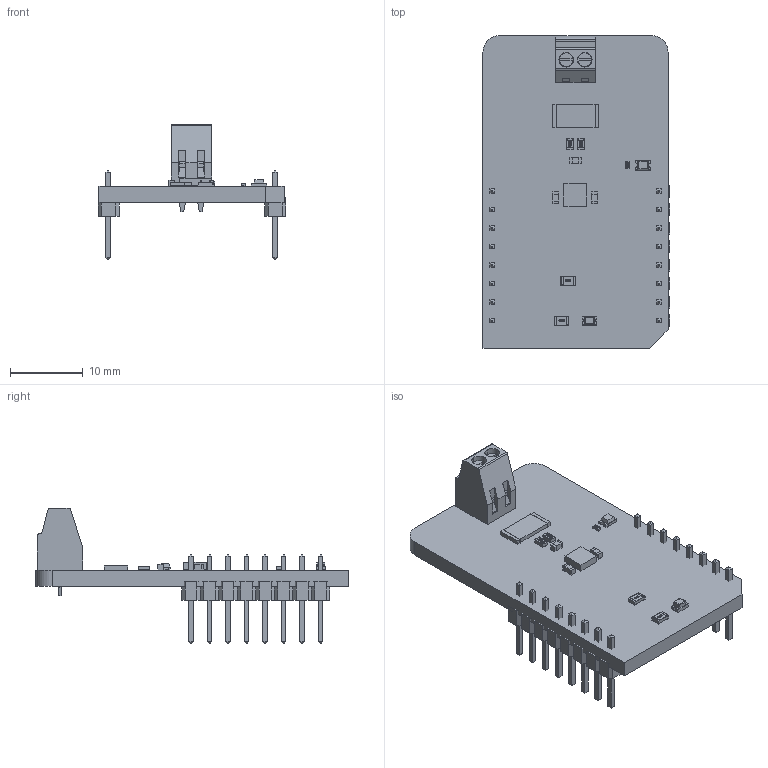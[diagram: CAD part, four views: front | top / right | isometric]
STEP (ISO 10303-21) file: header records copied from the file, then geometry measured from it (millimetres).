
FILE_DESCRIPTION(('Open CASCADE Model'),'2;1');
FILE_NAME('Open CASCADE Shape Model','2021-05-07T08:10:49',('Author'),( 'Open CASCADE'),'Open CASCADE STEP processor 6.8','Open CASCADE 6.8' ,'Unknown');
FILE_SCHEMA(('AUTOMOTIVE_DESIGN { 1 0 10303 214 1 1 1 1 }'));
Length unit declared in the file: millimetre
Products named in the file (32): PCB; Board; TB1; ScrewTerminal_2.54; R5; User_Library-R_0603; R4; CircuitWorks-RESISTOR_2512; R3; R2; User_Library-R_0402; C3; User_Library-SMD_CAPACITOR0603; C2; C1; ALERT; CHIPLED-0805-RED; MBD1; Header_1x8; Free-Models; 1240637040; User_Library-PinHeaderX5-1_PinHeaderX5_Body_1; User_Library-PinHeaderX5-1_PinHeaderX5_Pins_1; LD1; led_0805_green; R1; User_Library-R_0805; JP1; U1; 1280928160; Extruded
Assembly tree (37 placements, depth 7):
  PCB
    Board
    TB1
      ScrewTerminal_2.54
    R5
      User_Library-R_0603
    R4
      CircuitWorks-RESISTOR_2512
    R3
      User_Library-R_0603
    R2
      User_Library-R_0402
    C3
      User_Library-SMD_CAPACITOR0603
    C2
      User_Library-SMD_CAPACITOR0603
    C1
      User_Library-SMD_CAPACITOR0603
    ALERT
      CHIPLED-0805-RED
    MBD1
      Header_1x8  x2
        PCB
          Free-Models
            1240637040  x2
              User_Library-PinHeaderX5-1_PinHeaderX5_Body_1
              User_Library-PinHeaderX5-1_PinHeaderX5_Pins_1
    LD1
      led_0805_green
    R1
      User_Library-R_0805
    JP1
      User_Library-R_0805
    U1
      1280928160
        Extruded
Bounding box: 25.78 x 42.93 x 18.61 mm (x, y, z)
Volume: 3081.9 mm3; surface area: 4633.3 mm2
Topology: 43 solids, 43 shells, 1343 faces, 3392 edges, 2156 vertices
Faces by surface type: plane 1011, bspline 200, cylinder 104, sphere 28
Entity records: 32765 total; most frequent: CARTESIAN_POINT 11065, ORIENTED_EDGE 3710, DIRECTION 3113, EDGE_CURVE 1855, LINE 1461, VECTOR 1461, VERTEX_POINT 1206, AXIS2_PLACEMENT_3D 826
